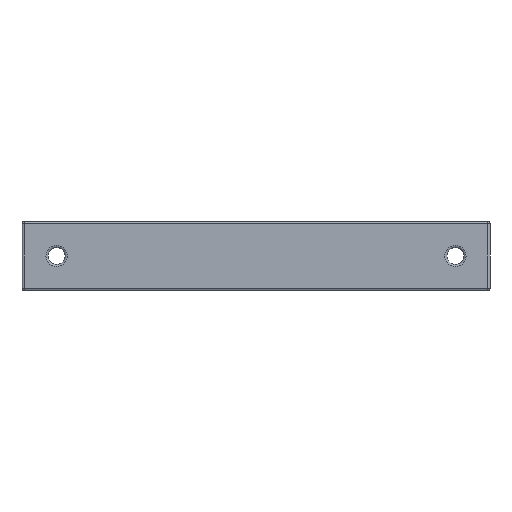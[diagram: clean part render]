
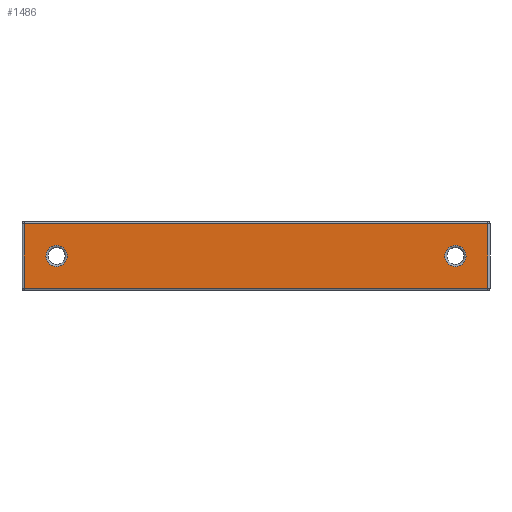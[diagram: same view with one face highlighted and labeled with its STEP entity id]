
A CAD part, left-side view. The second image highlights one B-rep face of the part: STEP entity #1486.
In plain terms, the highlighted planar face has unit normal (-1, 0, 0).
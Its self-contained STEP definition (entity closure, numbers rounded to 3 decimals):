
#35=FACE_BOUND('',#193,.T.);
#36=FACE_BOUND('',#194,.T.);
#47=PLANE('',#1618);
#93=FACE_OUTER_BOUND('',#192,.T.);
#192=EDGE_LOOP('',(#1044,#1045,#1046,#1047));
#193=EDGE_LOOP('',(#1048));
#194=EDGE_LOOP('',(#1049));
#324=LINE('',#2405,#446);
#325=LINE('',#2407,#447);
#326=LINE('',#2409,#448);
#327=LINE('',#2410,#449);
#446=VECTOR('',#1878,10.);
#447=VECTOR('',#1879,10.);
#448=VECTOR('',#1880,10.);
#449=VECTOR('',#1881,10.);
#556=CIRCLE('',#1612,2.);
#561=CIRCLE('',#1619,2.);
#662=VERTEX_POINT('',#2391);
#666=VERTEX_POINT('',#2403);
#667=VERTEX_POINT('',#2404);
#668=VERTEX_POINT('',#2406);
#669=VERTEX_POINT('',#2408);
#670=VERTEX_POINT('',#2411);
#797=EDGE_CURVE('',#662,#662,#556,.T.);
#803=EDGE_CURVE('',#666,#667,#324,.T.);
#804=EDGE_CURVE('',#668,#666,#325,.T.);
#805=EDGE_CURVE('',#669,#668,#326,.T.);
#806=EDGE_CURVE('',#667,#669,#327,.T.);
#807=EDGE_CURVE('',#670,#670,#561,.T.);
#1044=ORIENTED_EDGE('',*,*,#803,.F.);
#1045=ORIENTED_EDGE('',*,*,#804,.F.);
#1046=ORIENTED_EDGE('',*,*,#805,.F.);
#1047=ORIENTED_EDGE('',*,*,#806,.F.);
#1048=ORIENTED_EDGE('',*,*,#807,.F.);
#1049=ORIENTED_EDGE('',*,*,#797,.F.);
#1486=ADVANCED_FACE('',(#93,#35,#36),#47,.F.);
#1612=AXIS2_PLACEMENT_3D('',#2392,#1863,#1864);
#1618=AXIS2_PLACEMENT_3D('',#2402,#1876,#1877);
#1619=AXIS2_PLACEMENT_3D('',#2412,#1882,#1883);
#1863=DIRECTION('center_axis',(-1.,0.,0.));
#1864=DIRECTION('ref_axis',(0.,0.,1.));
#1876=DIRECTION('center_axis',(1.,0.,0.));
#1877=DIRECTION('ref_axis',(0.,0.,-1.));
#1878=DIRECTION('',(0.,0.,1.));
#1879=DIRECTION('',(0.,1.,0.));
#1880=DIRECTION('',(0.,0.,-1.));
#1881=DIRECTION('',(0.,-1.,0.));
#1882=DIRECTION('center_axis',(-1.,0.,0.));
#1883=DIRECTION('ref_axis',(0.,0.,1.));
#2391=CARTESIAN_POINT('',(-19.,15.5,4.5));
#2392=CARTESIAN_POINT('Origin',(-19.,15.5,2.5));
#2402=CARTESIAN_POINT('Origin',(-19.,-22.,-19.5));
#2403=CARTESIAN_POINT('',(-19.,21.6,-3.6));
#2404=CARTESIAN_POINT('',(-19.,21.6,8.6));
#2405=CARTESIAN_POINT('',(-19.,21.6,-18.75));
#2406=CARTESIAN_POINT('',(-19.,-65.6,-3.6));
#2407=CARTESIAN_POINT('',(-19.,-22.,-3.6));
#2408=CARTESIAN_POINT('',(-19.,-65.6,8.6));
#2409=CARTESIAN_POINT('',(-19.,-65.6,-18.75));
#2410=CARTESIAN_POINT('',(-19.,-22.,8.6));
#2411=CARTESIAN_POINT('',(-19.,-59.5,4.5));
#2412=CARTESIAN_POINT('Origin',(-19.,-59.5,2.5));
